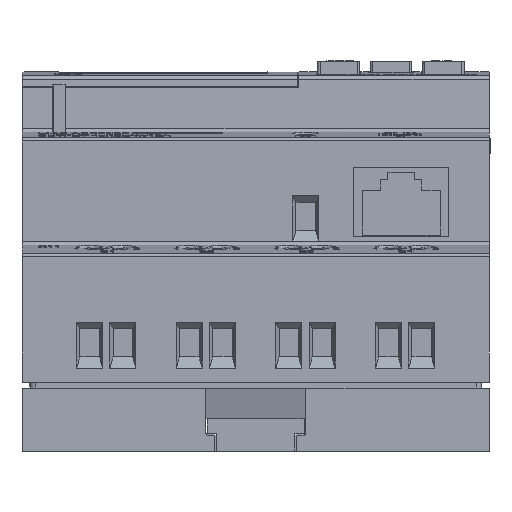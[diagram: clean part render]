
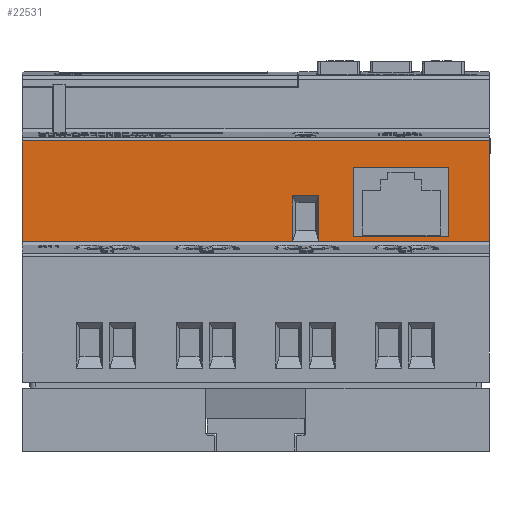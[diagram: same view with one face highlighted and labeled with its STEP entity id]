
A CAD part, front view. The second image highlights one B-rep face of the part: STEP entity #22531.
In plain terms, the highlighted face is planar.
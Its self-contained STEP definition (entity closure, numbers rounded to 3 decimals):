
#22187=FACE_BOUND('',#29741,.T.);
#22188=FACE_BOUND('',#29742,.T.);
#22189=FACE_BOUND('',#29743,.T.);
#22531=ADVANCED_FACE('',(#22187,#22188,#22189),#25263,.T.);
#25263=PLANE('',#69612);
#29741=EDGE_LOOP('',(#33377,#33378,#33379,#33380));
#29742=EDGE_LOOP('',(#33381,#33382,#33383,#33384));
#29743=EDGE_LOOP('',(#33385,#33386,#33387,#33388));
#33377=ORIENTED_EDGE('',*,*,#51614,.F.);
#33378=ORIENTED_EDGE('',*,*,#51615,.F.);
#33379=ORIENTED_EDGE('',*,*,#51616,.F.);
#33380=ORIENTED_EDGE('',*,*,#51617,.F.);
#33381=ORIENTED_EDGE('',*,*,#51618,.T.);
#33382=ORIENTED_EDGE('',*,*,#51619,.T.);
#33383=ORIENTED_EDGE('',*,*,#51620,.T.);
#33384=ORIENTED_EDGE('',*,*,#51621,.T.);
#33385=ORIENTED_EDGE('',*,*,#51622,.F.);
#33386=ORIENTED_EDGE('',*,*,#51613,.F.);
#33387=ORIENTED_EDGE('',*,*,#51032,.T.);
#33388=ORIENTED_EDGE('',*,*,#51623,.T.);
#46472=VERTEX_POINT('',#85871);
#46473=VERTEX_POINT('',#85873);
#47001=VERTEX_POINT('',#88287);
#47002=VERTEX_POINT('',#88291);
#47003=VERTEX_POINT('',#88292);
#47004=VERTEX_POINT('',#88294);
#47005=VERTEX_POINT('',#88296);
#47006=VERTEX_POINT('',#88299);
#47007=VERTEX_POINT('',#88300);
#47008=VERTEX_POINT('',#88302);
#47009=VERTEX_POINT('',#88304);
#47010=VERTEX_POINT('',#88307);
#51032=EDGE_CURVE('',#46473,#46472,#57845,.T.);
#51613=EDGE_CURVE('',#46473,#47001,#58203,.T.);
#51614=EDGE_CURVE('',#47002,#47003,#58204,.T.);
#51615=EDGE_CURVE('',#47004,#47002,#58205,.T.);
#51616=EDGE_CURVE('',#47005,#47004,#58206,.T.);
#51617=EDGE_CURVE('',#47003,#47005,#58207,.T.);
#51618=EDGE_CURVE('',#47006,#47007,#58208,.T.);
#51619=EDGE_CURVE('',#47007,#47008,#58209,.T.);
#51620=EDGE_CURVE('',#47008,#47009,#58210,.T.);
#51621=EDGE_CURVE('',#47009,#47006,#58211,.T.);
#51622=EDGE_CURVE('',#47001,#47010,#58212,.T.);
#51623=EDGE_CURVE('',#46472,#47010,#58213,.T.);
#57845=LINE('',#85872,#61842);
#58203=LINE('',#88288,#62200);
#58204=LINE('',#88290,#62201);
#58205=LINE('',#88293,#62202);
#58206=LINE('',#88295,#62203);
#58207=LINE('',#88297,#62204);
#58208=LINE('',#88298,#62205);
#58209=LINE('',#88301,#62206);
#58210=LINE('',#88303,#62207);
#58211=LINE('',#88305,#62208);
#58212=LINE('',#88306,#62209);
#58213=LINE('',#88308,#62210);
#61842=VECTOR('',#73360,1.);
#62200=VECTOR('',#74008,1.);
#62201=VECTOR('',#74011,1.);
#62202=VECTOR('',#74012,1.);
#62203=VECTOR('',#74013,1.);
#62204=VECTOR('',#74014,1.);
#62205=VECTOR('',#74015,1.);
#62206=VECTOR('',#74016,1.);
#62207=VECTOR('',#74017,1.);
#62208=VECTOR('',#74018,1.);
#62209=VECTOR('',#74019,1.);
#62210=VECTOR('',#74020,1.);
#69612=AXIS2_PLACEMENT_3D('',#88309,#74021,#74022);
#73360=DIRECTION('',(0.,-1.,0.));
#74008=DIRECTION('',(1.,0.,0.));
#74011=DIRECTION('',(0.,-1.,0.));
#74012=DIRECTION('',(-1.,0.,0.));
#74013=DIRECTION('',(0.,1.,0.));
#74014=DIRECTION('',(1.,0.,0.));
#74015=DIRECTION('',(-1.,0.,0.));
#74016=DIRECTION('',(0.,1.,0.));
#74017=DIRECTION('',(1.,0.,0.));
#74018=DIRECTION('',(0.,-1.,0.));
#74019=DIRECTION('',(0.,-1.,0.));
#74020=DIRECTION('',(1.,0.,0.));
#74021=DIRECTION('',(0.,0.,1.));
#74022=DIRECTION('',(0.,-1.,0.));
#85871=CARTESIAN_POINT('',(-35.75,27.05,34.));
#85872=CARTESIAN_POINT('',(-35.75,42.495,34.));
#85873=CARTESIAN_POINT('',(-35.75,42.495,34.));
#88287=CARTESIAN_POINT('',(35.75,42.495,34.));
#88288=CARTESIAN_POINT('',(-35.75,42.495,34.));
#88290=CARTESIAN_POINT('',(14.91,38.41,34.));
#88291=CARTESIAN_POINT('',(14.91,38.41,34.));
#88292=CARTESIAN_POINT('',(14.91,27.81,34.));
#88293=CARTESIAN_POINT('',(29.51,38.41,34.));
#88294=CARTESIAN_POINT('',(29.51,38.41,34.));
#88295=CARTESIAN_POINT('',(29.51,27.81,34.));
#88296=CARTESIAN_POINT('',(29.51,27.81,34.));
#88297=CARTESIAN_POINT('',(14.91,27.81,34.));
#88298=CARTESIAN_POINT('',(6.16,27.1,34.));
#88299=CARTESIAN_POINT('',(9.66,27.1,34.));
#88300=CARTESIAN_POINT('',(5.66,27.1,34.));
#88301=CARTESIAN_POINT('',(5.66,34.1,34.));
#88302=CARTESIAN_POINT('',(5.66,34.1,34.));
#88303=CARTESIAN_POINT('',(9.16,34.1,34.));
#88304=CARTESIAN_POINT('',(9.66,34.1,34.));
#88305=CARTESIAN_POINT('',(9.66,27.1,34.));
#88306=CARTESIAN_POINT('',(35.75,42.495,34.));
#88307=CARTESIAN_POINT('',(35.75,27.05,34.));
#88308=CARTESIAN_POINT('',(-35.75,27.05,34.));
#88309=CARTESIAN_POINT('',(-35.75,42.495,34.));
